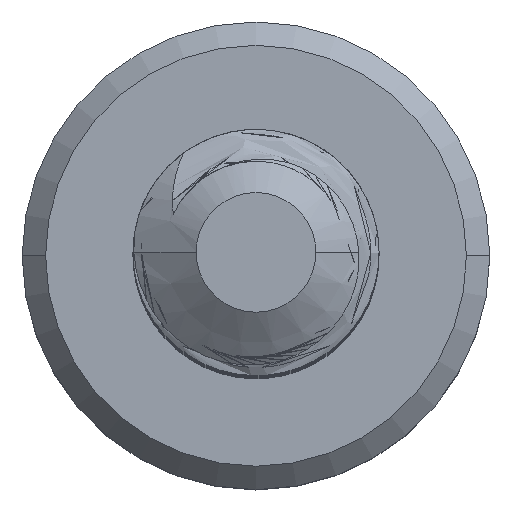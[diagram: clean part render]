
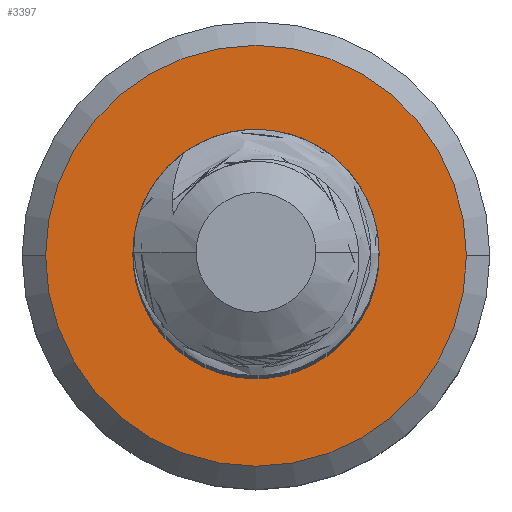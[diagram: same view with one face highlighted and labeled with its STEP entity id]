
A CAD part, top view. The second image highlights one B-rep face of the part: STEP entity #3397.
In plain terms, the highlighted planar face has unit normal (0, 0, 1).
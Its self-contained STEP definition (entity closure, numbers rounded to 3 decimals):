
#20=FACE_BOUND('',#883,.T.);
#23=PLANE('',#3616);
#516=B_SPLINE_CURVE_WITH_KNOTS('',3,(#8794,#8795,#8796,#8797,#8798,#8799,
#8800,#8801,#8802,#8803),.UNSPECIFIED.,.F.,.F.,(4,2,2,2,4),(0.,
0.001,0.001,0.002,0.002),
 .UNSPECIFIED.);
#518=B_SPLINE_CURVE_WITH_KNOTS('',3,(#9865,#9866,#9867,#9868,#9869,#9870,
#9871,#9872,#9873,#9874,#9875,#9876),.UNSPECIFIED.,.F.,.F.,(4,2,2,2,2,4),
(0.,0.,0.001,0.001,
0.002,0.002),.UNSPECIFIED.);
#695=FACE_OUTER_BOUND('',#882,.T.);
#882=EDGE_LOOP('',(#3156,#3157));
#883=EDGE_LOOP('',(#3158,#3159,#3160,#3161));
#1255=CIRCLE('',#3429,1.71);
#1263=CIRCLE('',#3521,1.);
#1264=CIRCLE('',#3601,0.74);
#1275=CIRCLE('',#3617,1.71);
#1276=VERTEX_POINT('',#4231);
#1277=VERTEX_POINT('',#4232);
#1454=VERTEX_POINT('',#6033);
#1456=VERTEX_POINT('',#6041);
#1611=VERTEX_POINT('',#8793);
#1612=VERTEX_POINT('',#9859);
#1624=EDGE_CURVE('',#1276,#1277,#1255,.T.);
#1885=EDGE_CURVE('',#1456,#1454,#1263,.T.);
#2119=EDGE_CURVE('',#1611,#1454,#516,.T.);
#2123=EDGE_CURVE('',#1456,#1612,#518,.T.);
#2124=EDGE_CURVE('',#1612,#1611,#1264,.T.);
#2135=EDGE_CURVE('',#1277,#1276,#1275,.T.);
#3156=ORIENTED_EDGE('',*,*,#2135,.T.);
#3157=ORIENTED_EDGE('',*,*,#1624,.T.);
#3158=ORIENTED_EDGE('',*,*,#1885,.F.);
#3159=ORIENTED_EDGE('',*,*,#2123,.T.);
#3160=ORIENTED_EDGE('',*,*,#2124,.T.);
#3161=ORIENTED_EDGE('',*,*,#2119,.T.);
#3397=ADVANCED_FACE('',(#695,#20),#23,.F.);
#3429=AXIS2_PLACEMENT_3D('',#4233,#3640,#3641);
#3521=AXIS2_PLACEMENT_3D('',#6047,#3913,#3914);
#3601=AXIS2_PLACEMENT_3D('',#9878,#4150,#4151);
#3616=AXIS2_PLACEMENT_3D('',#9898,#4180,#4181);
#3617=AXIS2_PLACEMENT_3D('',#9899,#4182,#4183);
#3640=DIRECTION('center_axis',(0.,0.,1.));
#3641=DIRECTION('ref_axis',(-1.,0.,0.));
#3913=DIRECTION('center_axis',(0.,0.,1.));
#3914=DIRECTION('ref_axis',(1.,0.,0.));
#4150=DIRECTION('center_axis',(0.,0.,-1.));
#4151=DIRECTION('ref_axis',(1.,0.,0.));
#4180=DIRECTION('center_axis',(0.,0.,-1.));
#4181=DIRECTION('ref_axis',(-1.,0.,0.));
#4182=DIRECTION('center_axis',(0.,0.,1.));
#4183=DIRECTION('ref_axis',(-1.,0.,0.));
#4231=CARTESIAN_POINT('',(1.71,0.,-16.));
#4232=CARTESIAN_POINT('',(-1.71,0.,-16.));
#4233=CARTESIAN_POINT('Origin',(0.,0.,-16.));
#6033=CARTESIAN_POINT('',(-0.701,0.714,-16.));
#6041=CARTESIAN_POINT('',(0.,1.,-16.));
#6047=CARTESIAN_POINT('Origin',(0.,0.,-16.));
#8793=CARTESIAN_POINT('',(0.,-0.74,-16.));
#8794=CARTESIAN_POINT('Ctrl Pts',(0.,-0.74,
-16.));
#8795=CARTESIAN_POINT('Ctrl Pts',(-0.173,-0.764,
-16.));
#8796=CARTESIAN_POINT('Ctrl Pts',(-0.349,-0.729,
-16.));
#8797=CARTESIAN_POINT('Ctrl Pts',(-0.651,-0.555,
-16.));
#8798=CARTESIAN_POINT('Ctrl Pts',(-0.768,-0.419,
-16.));
#8799=CARTESIAN_POINT('Ctrl Pts',(-0.911,-0.103,
-16.));
#8800=CARTESIAN_POINT('Ctrl Pts',(-0.936,0.075,
-16.));
#8801=CARTESIAN_POINT('Ctrl Pts',(-0.886,0.416,
-16.));
#8802=CARTESIAN_POINT('Ctrl Pts',(-0.811,0.578,
-16.));
#8803=CARTESIAN_POINT('Ctrl Pts',(-0.701,0.714,
-16.));
#9859=CARTESIAN_POINT('',(0.519,-0.528,-16.));
#9865=CARTESIAN_POINT('Ctrl Pts',(0.,1.,-16.));
#9866=CARTESIAN_POINT('Ctrl Pts',(0.087,0.991,
-16.));
#9867=CARTESIAN_POINT('Ctrl Pts',(0.17,0.971,-16.));
#9868=CARTESIAN_POINT('Ctrl Pts',(0.331,0.908,-16.));
#9869=CARTESIAN_POINT('Ctrl Pts',(0.407,0.865,-16.));
#9870=CARTESIAN_POINT('Ctrl Pts',(0.613,0.708,-16.));
#9871=CARTESIAN_POINT('Ctrl Pts',(0.722,0.563,-16.));
#9872=CARTESIAN_POINT('Ctrl Pts',(0.843,0.241,-16.));
#9873=CARTESIAN_POINT('Ctrl Pts',(0.851,0.061,
-16.));
#9874=CARTESIAN_POINT('Ctrl Pts',(0.758,-0.275,
-16.));
#9875=CARTESIAN_POINT('Ctrl Pts',(0.66,-0.426,
-16.));
#9876=CARTESIAN_POINT('Ctrl Pts',(0.519,-0.528,-16.));
#9878=CARTESIAN_POINT('Origin',(0.,0.,-16.));
#9898=CARTESIAN_POINT('Origin',(0.,0.,-16.));
#9899=CARTESIAN_POINT('Origin',(0.,0.,-16.));
